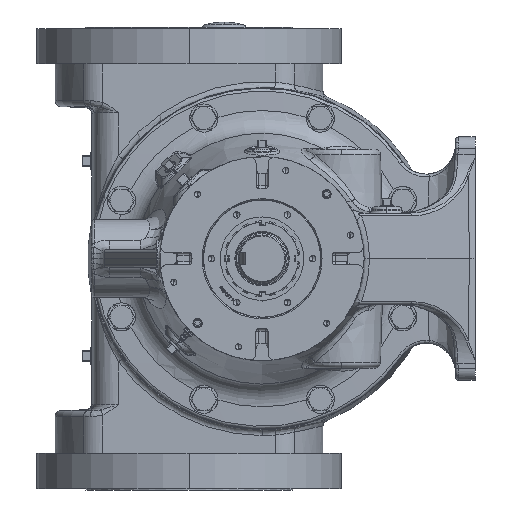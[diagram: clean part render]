
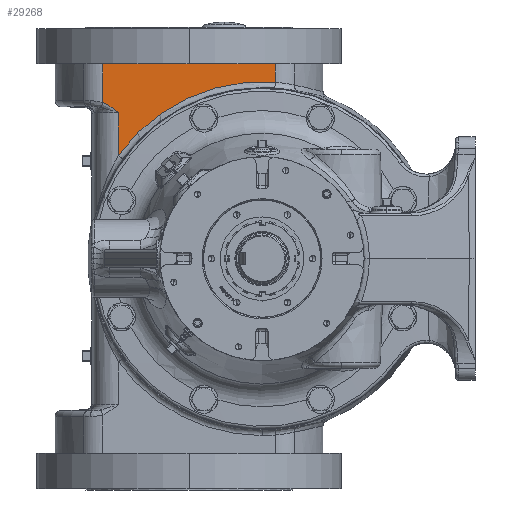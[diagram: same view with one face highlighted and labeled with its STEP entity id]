
A CAD part, left-side view. The second image highlights one B-rep face of the part: STEP entity #29268.
In plain terms, the highlighted planar face has unit normal (-1, 0, 0).
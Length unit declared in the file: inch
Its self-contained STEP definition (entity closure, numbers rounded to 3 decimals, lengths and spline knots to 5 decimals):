
#1939 = VERTEX_POINT ( 'NONE', #200293 ) ;
#4985 = CARTESIAN_POINT ( 'NONE',  ( 0.865, -0.54251, 8. ) ) ;
#12135 = EDGE_CURVE ( 'NONE', #217447, #73601, #283205, .T. ) ;
#14752 = ORIENTED_EDGE ( 'NONE', *, *, #160027, .F. ) ;
#20623 = CARTESIAN_POINT ( 'NONE',  ( 0.865, 6.54251, 8. ) ) ;
#26968 = DIRECTION ( 'NONE',  ( 0., -1., 0. ) ) ;
#29268 = ADVANCED_FACE ( 'Defeatured_0_1608', ( #324214 ), #61956, .F. ) ;
#35491 = B_SPLINE_CURVE_WITH_KNOTS ( 'NONE', 3,
 ( #303253, #271143, #39443, #147575, #122163, #42758, #245733, #115468, #46119, #69707, #95018, #301572, #299909, #118808, #171329 ),
 .UNSPECIFIED., .F., .F.,
 ( 4, 2, 2, 2, 2, 1, 2, 4 ),
 ( 0., 0.00487, 0.00974, 0.01461, 0.01704, 0.01826, 0.01887, 0.01947 ),
 .UNSPECIFIED. ) ;
#36929 = CARTESIAN_POINT ( 'NONE',  ( 0.865, -0.54251, 8.74 ) ) ;
#39443 = CARTESIAN_POINT ( 'NONE',  ( 0.865, 6.42418, 6.36149 ) ) ;
#42758 = CARTESIAN_POINT ( 'NONE',  ( 0.865, 6.15379, 6.19133 ) ) ;
#44643 = VERTEX_POINT ( 'NONE', #133313 ) ;
#46119 = CARTESIAN_POINT ( 'NONE',  ( 0.865, 6.00189, 6.07252 ) ) ;
#51245 = ORIENTED_EDGE ( 'NONE', *, *, #185957, .F. ) ;
#61956 = PLANE ( 'NONE',  #318243 ) ;
#69707 = CARTESIAN_POINT ( 'NONE',  ( 0.865, 5.96451, 6.04199 ) ) ;
#72017 = DIRECTION ( 'NONE',  ( 0., 0., -1. ) ) ;
#73601 = VERTEX_POINT ( 'NONE', #4985 ) ;
#74200 = AXIS2_PLACEMENT_3D ( 'NONE', #247989, #117737, #72017 ) ;
#81946 = VERTEX_POINT ( 'NONE', #285342 ) ;
#86981 = VERTEX_POINT ( 'NONE', #20623 ) ;
#95018 = CARTESIAN_POINT ( 'NONE',  ( 0.865, 5.94587, 6.02667 ) ) ;
#95249 = DIRECTION ( 'NONE',  ( 0., 0., -1. ) ) ;
#111751 = CARTESIAN_POINT ( 'NONE',  ( 0.865, 6.42893, 8. ) ) ;
#115468 = CARTESIAN_POINT ( 'NONE',  ( 0.865, 6.02693, 6.09274 ) ) ;
#116071 = CARTESIAN_POINT ( 'NONE',  ( 0.865, 5.90249, 8.4321 ) ) ;
#117737 = DIRECTION ( 'NONE',  ( 1., 0., 0. ) ) ;
#118784 = EDGE_CURVE ( 'NONE', #44643, #81946, #128290, .T. ) ;
#118808 = CARTESIAN_POINT ( 'NONE',  ( 0.865, 5.90864, 5.99589 ) ) ;
#119363 = VECTOR ( 'NONE', #95249, 39.37008 ) ;
#122163 = CARTESIAN_POINT ( 'NONE',  ( 0.865, 6.25878, 6.26453 ) ) ;
#123280 = EDGE_CURVE ( 'NONE', #1939, #44643, #333414, .T. ) ;
#123562 = CARTESIAN_POINT ( 'NONE',  ( 0.865, 5.90249, 8.4321 ) ) ;
#125799 = ORIENTED_EDGE ( 'NONE', *, *, #325955, .T. ) ;
#127667 = LINE ( 'NONE', #332516, #162927 ) ;
#128290 = CIRCLE ( 'NONE', #74200, 7.26578 ) ;
#133313 = CARTESIAN_POINT ( 'NONE',  ( 0.865, 5.90249, 4.23701 ) ) ;
#141716 = LINE ( 'NONE', #36929, #306672 ) ;
#147575 = CARTESIAN_POINT ( 'NONE',  ( 0.865, 6.31259, 6.29899 ) ) ;
#152358 = DIRECTION ( 'NONE',  ( 0., 0., -1. ) ) ;
#158765 = CARTESIAN_POINT ( 'NONE',  ( 0.865, -0.42893, 8. ) ) ;
#160027 = EDGE_CURVE ( 'NONE', #312152, #217447, #280780, .T. ) ;
#162927 = VECTOR ( 'NONE', #230851, 39.37008 ) ;
#171329 = CARTESIAN_POINT ( 'NONE',  ( 0.865, 5.90249, 5.9908 ) ) ;
#171965 = VECTOR ( 'NONE', #206935, 39.37008 ) ;
#174909 = LINE ( 'NONE', #327190, #119363 ) ;
#180806 = EDGE_LOOP ( 'NONE', ( #51245, #333860, #125799, #190964, #208952, #190925, #196321, #14752 ) ) ;
#185957 = EDGE_CURVE ( 'NONE', #86981, #312152, #127667, .T. ) ;
#187746 = VERTEX_POINT ( 'NONE', #314714 ) ;
#188899 = DIRECTION ( 'NONE',  ( 0., 0., -1. ) ) ;
#190925 = ORIENTED_EDGE ( 'NONE', *, *, #231563, .F. ) ;
#190964 = ORIENTED_EDGE ( 'NONE', *, *, #123280, .T. ) ;
#196321 = ORIENTED_EDGE ( 'NONE', *, *, #12135, .F. ) ;
#200293 = CARTESIAN_POINT ( 'NONE',  ( 0.865, 5.90249, 5.9908 ) ) ;
#206935 = DIRECTION ( 'NONE',  ( 0., -1., 0. ) ) ;
#207853 = CARTESIAN_POINT ( 'NONE',  ( 0.865, 5.90249, 8. ) ) ;
#208952 = ORIENTED_EDGE ( 'NONE', *, *, #118784, .T. ) ;
#217447 = VERTEX_POINT ( 'NONE', #158765 ) ;
#230851 = DIRECTION ( 'NONE',  ( 0., -1., 0. ) ) ;
#231563 = EDGE_CURVE ( 'NONE', #73601, #81946, #141716, .T. ) ;
#232323 = CARTESIAN_POINT ( 'NONE',  ( 0.865, 5.90249, 8. ) ) ;
#236332 = EDGE_CURVE ( 'NONE', #86981, #187746, #174909, .T. ) ;
#245733 = CARTESIAN_POINT ( 'NONE',  ( 0.865, 6.10262, 6.15258 ) ) ;
#247989 = CARTESIAN_POINT ( 'NONE',  ( 0.865, 0., 0. ) ) ;
#271143 = CARTESIAN_POINT ( 'NONE',  ( 0.865, 6.48194, 6.38955 ) ) ;
#276985 = VECTOR ( 'NONE', #26968, 39.37008 ) ;
#280780 = LINE ( 'NONE', #207853, #276985 ) ;
#283205 = LINE ( 'NONE', #232323, #171965 ) ;
#285342 = CARTESIAN_POINT ( 'NONE',  ( 0.865, -0.54251, 7.2455 ) ) ;
#294093 = DIRECTION ( 'NONE',  ( 0., 0., -1. ) ) ;
#299909 = CARTESIAN_POINT ( 'NONE',  ( 0.865, 5.91487, 6.00105 ) ) ;
#301572 = CARTESIAN_POINT ( 'NONE',  ( 0.865, 5.92727, 6.0113 ) ) ;
#303253 = CARTESIAN_POINT ( 'NONE',  ( 0.865, 6.54251, 6.41306 ) ) ;
#306672 = VECTOR ( 'NONE', #294093, 39.37008 ) ;
#308024 = VECTOR ( 'NONE', #152358, 39.37008 ) ;
#312152 = VERTEX_POINT ( 'NONE', #111751 ) ;
#314714 = CARTESIAN_POINT ( 'NONE',  ( 0.865, 6.54251, 6.41306 ) ) ;
#318243 = AXIS2_PLACEMENT_3D ( 'NONE', #116071, #320893, #188899 ) ;
#320893 = DIRECTION ( 'NONE',  ( 1., 0., 0. ) ) ;
#324214 = FACE_OUTER_BOUND ( 'NONE', #180806, .T. ) ;
#325955 = EDGE_CURVE ( 'NONE', #187746, #1939, #35491, .T. ) ;
#327190 = CARTESIAN_POINT ( 'NONE',  ( 0.865, 6.54251, 8.74 ) ) ;
#332516 = CARTESIAN_POINT ( 'NONE',  ( 0.865, 5.90249, 8. ) ) ;
#333414 = LINE ( 'NONE', #123562, #308024 ) ;
#333860 = ORIENTED_EDGE ( 'NONE', *, *, #236332, .T. ) ;
